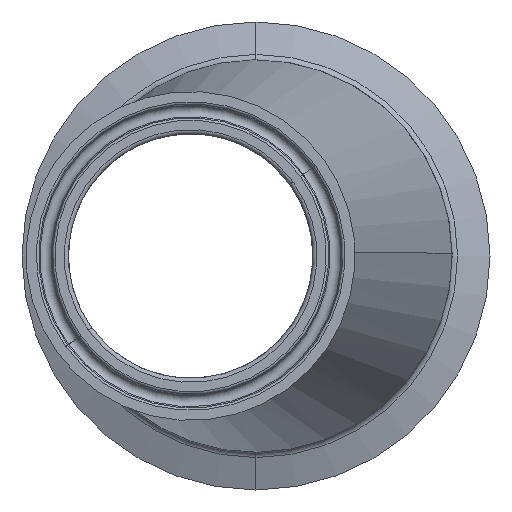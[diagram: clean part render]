
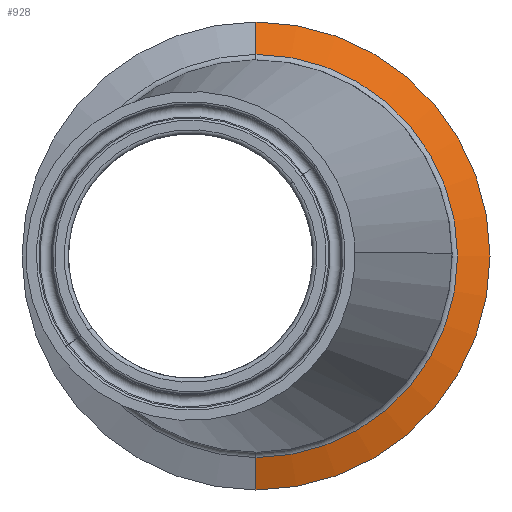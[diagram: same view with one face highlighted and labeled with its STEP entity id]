
A CAD part, front view. The second image highlights one B-rep face of the part: STEP entity #928.
In plain terms, the highlighted conical face has half-angle 70 degrees and reference radius 45.455 mm.
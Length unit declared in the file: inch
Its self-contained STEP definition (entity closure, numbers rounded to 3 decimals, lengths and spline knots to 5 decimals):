
#41 = CARTESIAN_POINT ( 'NONE',  ( -2.44031, -2.03852, -1.78957 ) ) ;
#80 = CARTESIAN_POINT ( 'NONE',  ( -2.44031, -2.03852, 0. ) ) ;
#165 = CIRCLE ( 'NONE', #1915, 1.78957 ) ;
#193 = DIRECTION ( 'NONE',  ( 0., 0., 1. ) ) ;
#204 = EDGE_CURVE ( 'NONE', #1855, #1563, #1843, .T. ) ;
#205 = DIRECTION ( 'NONE',  ( 0., 0., 1. ) ) ;
#235 = EDGE_CURVE ( 'NONE', #1563, #1186, #165, .T. ) ;
#273 = FACE_OUTER_BOUND ( 'NONE', #409, .T. ) ;
#314 = CARTESIAN_POINT ( 'NONE',  ( -2.44031, -2.12883, 1.54145 ) ) ;
#409 = EDGE_LOOP ( 'NONE', ( #1448, #635, #2236, #1747 ) ) ;
#411 = DIRECTION ( 'NONE',  ( 0., 0.342, 0.94 ) ) ;
#496 = LINE ( 'NONE', #41, #668 ) ;
#635 = ORIENTED_EDGE ( 'NONE', *, *, #774, .T. ) ;
#654 = CARTESIAN_POINT ( 'NONE',  ( -2.44031, -2.03852, 1.78957 ) ) ;
#668 = VECTOR ( 'NONE', #1285, 39.37008 ) ;
#675 = VECTOR ( 'NONE', #411, 39.37008 ) ;
#722 = AXIS2_PLACEMENT_3D ( 'NONE', #1846, #1298, #193 ) ;
#774 = EDGE_CURVE ( 'NONE', #999, #1186, #496, .T. ) ;
#805 = DIRECTION ( 'NONE',  ( 0., 0., 1. ) ) ;
#928 = ADVANCED_FACE ( 'NONE', ( #273 ), #1518, .T. ) ;
#999 = VERTEX_POINT ( 'NONE', #1249 ) ;
#1148 = EDGE_CURVE ( 'NONE', #1855, #999, #1280, .T. ) ;
#1186 = VERTEX_POINT ( 'NONE', #2239 ) ;
#1249 = CARTESIAN_POINT ( 'NONE',  ( -2.44031, -2.12883, -1.54145 ) ) ;
#1280 = CIRCLE ( 'NONE', #722, 1.54145 ) ;
#1285 = DIRECTION ( 'NONE',  ( 0., 0.342, -0.94 ) ) ;
#1298 = DIRECTION ( 'NONE',  ( 0., 1., 0. ) ) ;
#1312 = DIRECTION ( 'NONE',  ( 0., 1., 0. ) ) ;
#1354 = CARTESIAN_POINT ( 'NONE',  ( -2.44031, -2.03852, 1.78957 ) ) ;
#1372 = AXIS2_PLACEMENT_3D ( 'NONE', #1513, #1312, #205 ) ;
#1448 = ORIENTED_EDGE ( 'NONE', *, *, #1148, .T. ) ;
#1513 = CARTESIAN_POINT ( 'NONE',  ( -2.44031, -2.03852, 0. ) ) ;
#1518 = CONICAL_SURFACE ( 'NONE', #1372, 1.78957, 1.222 ) ;
#1563 = VERTEX_POINT ( 'NONE', #654 ) ;
#1747 = ORIENTED_EDGE ( 'NONE', *, *, #204, .F. ) ;
#1843 = LINE ( 'NONE', #1354, #675 ) ;
#1846 = CARTESIAN_POINT ( 'NONE',  ( -2.44031, -2.12883, 0. ) ) ;
#1855 = VERTEX_POINT ( 'NONE', #314 ) ;
#1915 = AXIS2_PLACEMENT_3D ( 'NONE', #80, #2110, #805 ) ;
#2110 = DIRECTION ( 'NONE',  ( 0., 1., 0. ) ) ;
#2236 = ORIENTED_EDGE ( 'NONE', *, *, #235, .F. ) ;
#2239 = CARTESIAN_POINT ( 'NONE',  ( -2.44031, -2.03852, -1.78957 ) ) ;
